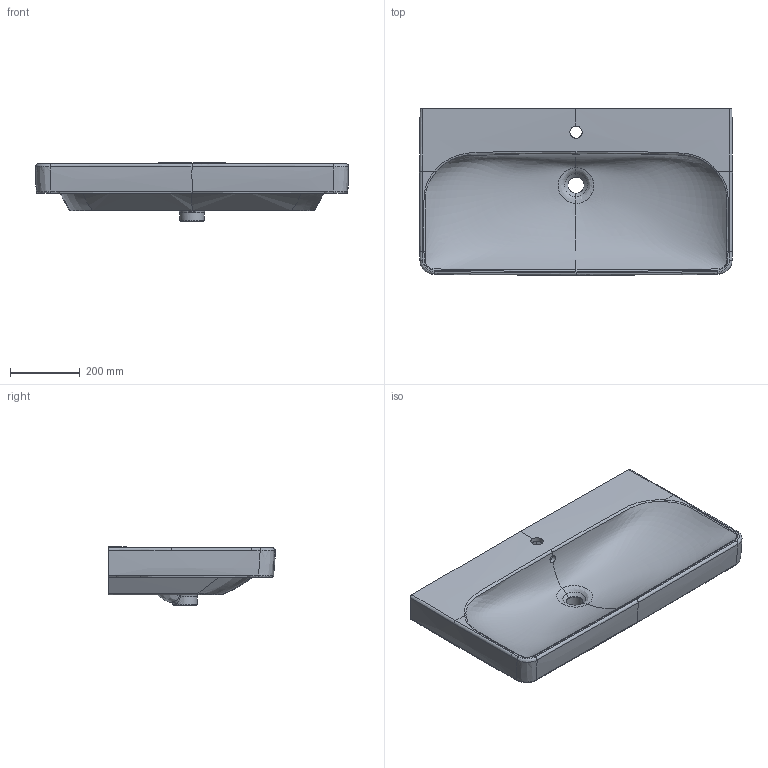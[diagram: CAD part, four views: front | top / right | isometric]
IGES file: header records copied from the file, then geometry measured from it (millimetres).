
Global section: file name: 500251; native system: Autodesk Inventor 2018; preprocessor: unknown; author: JANAN; date: 20201203.101702; units: millimetre
Bounding box: 899.82 x 479.74 x 168 mm (x, y, z)
Volume: 21444503.3 mm3; surface area: 1400853.7 mm2
Topology: 1 solids, 1 shells, 272 faces, 736 edges, 463 vertices
Faces by surface type: bspline 272
